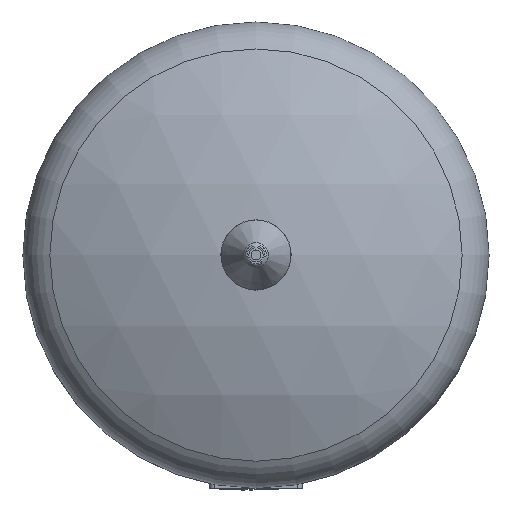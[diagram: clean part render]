
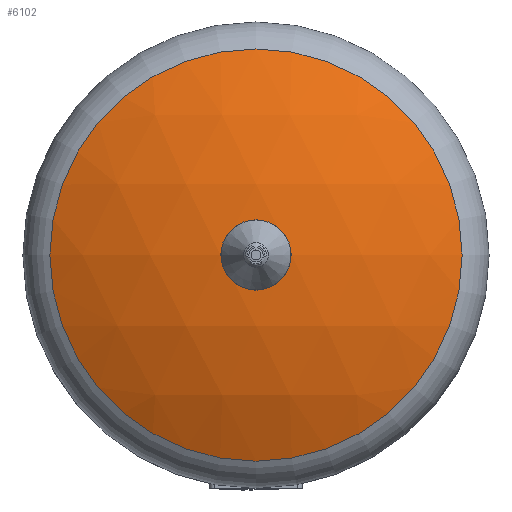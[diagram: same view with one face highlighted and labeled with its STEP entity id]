
A CAD part, top view. The second image highlights one B-rep face of the part: STEP entity #6102.
In plain terms, the highlighted spherical face has radius 281 mm.
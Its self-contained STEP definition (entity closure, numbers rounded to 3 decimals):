
#28=SPHERICAL_SURFACE('',#6572,281.);
#496=FACE_OUTER_BOUND('',#870,.T.);
#870=EDGE_LOOP('',(#4707));
#2361=CIRCLE('',#6573,123.774);
#2798=VERTEX_POINT('',#9634);
#3513=EDGE_CURVE('',#2798,#2798,#2361,.T.);
#4707=ORIENTED_EDGE('',*,*,#3513,.F.);
#6102=ADVANCED_FACE('',(#496),#28,.T.);
#6572=AXIS2_PLACEMENT_3D('',#9633,#7662,#7663);
#6573=AXIS2_PLACEMENT_3D('',#9635,#7664,#7665);
#7662=DIRECTION('center_axis',(0.,1.,0.));
#7663=DIRECTION('ref_axis',(1.,0.,0.));
#7664=DIRECTION('center_axis',(0.,0.,
-1.));
#7665=DIRECTION('ref_axis',(-1.,0.,0.));
#9633=CARTESIAN_POINT('Origin',(0.,0.,
8.5));
#9634=CARTESIAN_POINT('',(-123.774,0.,260.772));
#9635=CARTESIAN_POINT('Origin',(0.,0.,
260.772));
